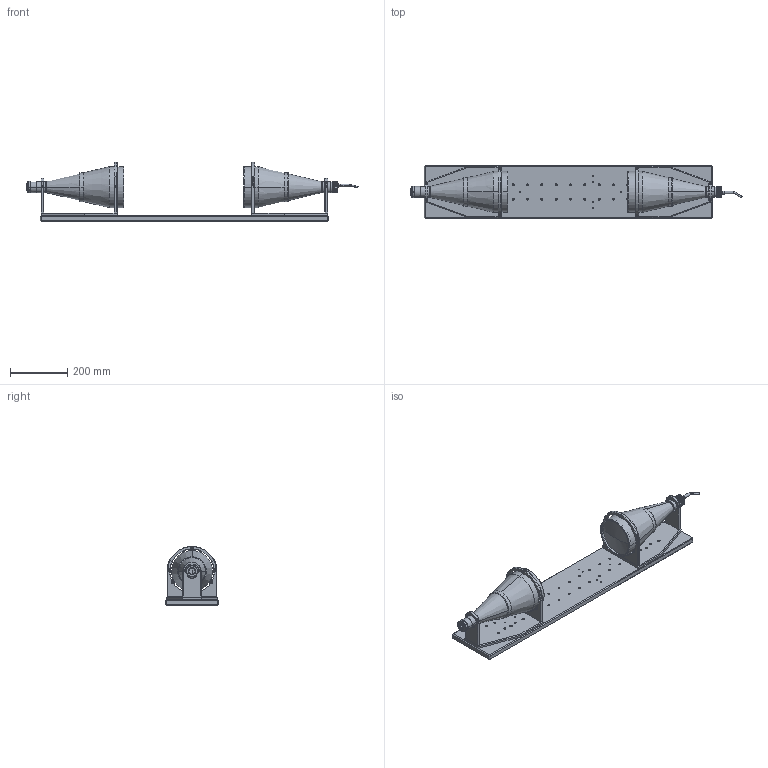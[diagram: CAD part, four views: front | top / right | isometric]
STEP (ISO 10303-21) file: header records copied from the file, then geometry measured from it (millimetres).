
FILE_DESCRIPTION (( 'STEP AP214' ), '1' );
FILE_NAME ('TCEV23096-G.STEP', '2015-08-24T12:29:54', ( '' ), ( '' ), 'SwSTEP 2.0', 'SolidWorks 2013', '' );
FILE_SCHEMA (( 'AUTOMOTIVE_DESIGN' ));
Length unit declared in the file: millimetre
Products named in the file (1): TCEV23096-G
Bounding box: 1157.15 x 185 x 206.5 mm (x, y, z)
Surface area: 855302.7 mm2 (no closed solid volume)
Topology: 0 solids, 40 shells, 682 faces, 2099 edges, 1451 vertices
Faces by surface type: cylinder 290, plane 258, cone 110, torus 18, sphere 4, bspline 2
Entity records: 32004 total; most frequent: CARTESIAN_POINT 5147, DIRECTION 4291, ORIENTED_EDGE 3533, EDGE_CURVE 2099, AXIS2_PLACEMENT_3D 1615, VERTEX_POINT 1451, LINE 1061, VECTOR 1061
